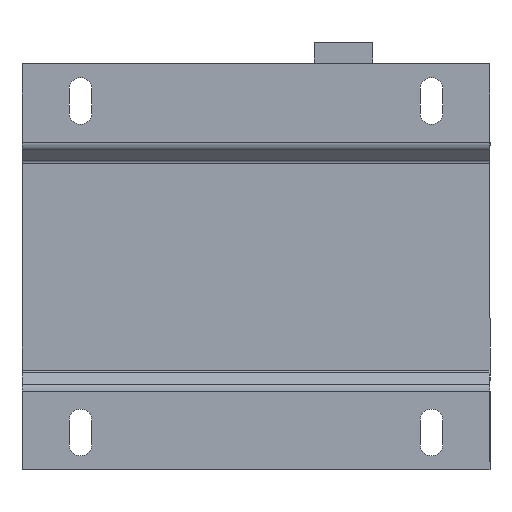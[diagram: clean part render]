
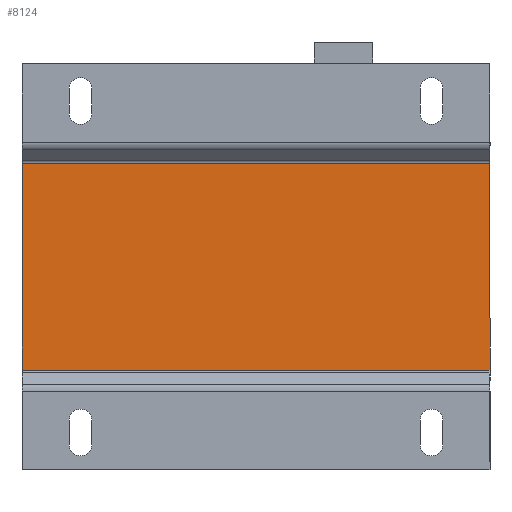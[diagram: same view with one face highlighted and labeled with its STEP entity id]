
A CAD part, front view. The second image highlights one B-rep face of the part: STEP entity #8124.
In plain terms, the highlighted planar face has unit normal (0, -1, 0).
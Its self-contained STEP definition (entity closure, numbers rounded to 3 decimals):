
#150 = EDGE_CURVE ( 'Defeature ausgef�hrt1_110+Defeature ausgef�hrt1_90+Defeature ausgef�hrt1_108+Defeature ausgef�hrt1_109', #2298, #2747, #4300, .T. ) ;
#282 = LINE ( 'NONE', #4539, #3459 ) ;
#743 = CARTESIAN_POINT ( 'NONE',  ( 60., -51.5, 26.5 ) ) ;
#1218 = LINE ( 'NONE', #5941, #5401 ) ;
#1431 = DIRECTION ( 'NONE',  ( 0., 0., 1. ) ) ;
#1581 = DIRECTION ( 'NONE',  ( 0., 1., 0. ) ) ;
#1709 = CARTESIAN_POINT ( 'NONE',  ( 60., -51.5, -26.5 ) ) ;
#1872 = VECTOR ( 'NONE', #7028, 1000. ) ;
#2140 = DIRECTION ( 'NONE',  ( 0., 0., -1. ) ) ;
#2251 = FACE_OUTER_BOUND ( 'NONE', #7388, .T. ) ;
#2298 = VERTEX_POINT ( 'NONE', #1709 ) ;
#2593 = VECTOR ( 'NONE', #4528, 1000. ) ;
#2618 = EDGE_CURVE ( 'Defeature ausgef�hrt1_88+Defeature ausgef�hrt1_90+Defeature ausgef�hrt1_95+Defeature ausgef�hrt1_108', #5055, #2298, #1218, .T. ) ;
#2747 = VERTEX_POINT ( 'NONE', #7720 ) ;
#3011 = CARTESIAN_POINT ( 'NONE',  ( -60., -51.5, 26.5 ) ) ;
#3441 = CARTESIAN_POINT ( 'NONE',  ( 0., -51.5, 0. ) ) ;
#3459 = VECTOR ( 'NONE', #1431, 1000. ) ;
#3519 = PLANE ( 'NONE',  #7887 ) ;
#3660 = LINE ( 'NONE', #5763, #1872 ) ;
#3661 = ORIENTED_EDGE ( 'NONE', *, *, #4486, .F. ) ;
#4300 = LINE ( 'NONE', #5278, #2593 ) ;
#4314 = VERTEX_POINT ( 'NONE', #3011 ) ;
#4334 = EDGE_CURVE ( 'Defeature ausgef�hrt1_90+Defeature ausgef�hrt1_97+Defeature ausgef�hrt1_88+Defeature ausgef�hrt1_89', #5055, #4314, #3660, .T. ) ;
#4344 = ORIENTED_EDGE ( 'NONE', *, *, #2618, .F. ) ;
#4486 = EDGE_CURVE ( 'Defeature ausgef�hrt1_89+Defeature ausgef�hrt1_90+Defeature ausgef�hrt1_109+Defeature ausgef�hrt1_96', #2747, #4314, #282, .T. ) ;
#4528 = DIRECTION ( 'NONE',  ( -1., 0., 0. ) ) ;
#4539 = CARTESIAN_POINT ( 'NONE',  ( -60., -51.5, 52. ) ) ;
#4821 = ORIENTED_EDGE ( 'NONE', *, *, #4334, .T. ) ;
#5026 = ORIENTED_EDGE ( 'NONE', *, *, #150, .F. ) ;
#5055 = VERTEX_POINT ( 'NONE', #743 ) ;
#5278 = CARTESIAN_POINT ( 'NONE',  ( 0., -51.5, -26.5 ) ) ;
#5401 = VECTOR ( 'NONE', #2140, 1000. ) ;
#5763 = CARTESIAN_POINT ( 'NONE',  ( 0., -51.5, 26.5 ) ) ;
#5941 = CARTESIAN_POINT ( 'NONE',  ( 60., -51.5, 52. ) ) ;
#7028 = DIRECTION ( 'NONE',  ( -1., 0., 0. ) ) ;
#7185 = DIRECTION ( 'NONE',  ( 0., 0., 1. ) ) ;
#7388 = EDGE_LOOP ( 'NONE', ( #5026, #4344, #4821, #3661 ) ) ;
#7720 = CARTESIAN_POINT ( 'NONE',  ( -60., -51.5, -26.5 ) ) ;
#7887 = AXIS2_PLACEMENT_3D ( 'NONE', #3441, #1581, #7185 ) ;
#8124 = ADVANCED_FACE ( 'Defeature ausgef�hrt1_90', ( #2251 ), #3519, .F. ) ;
